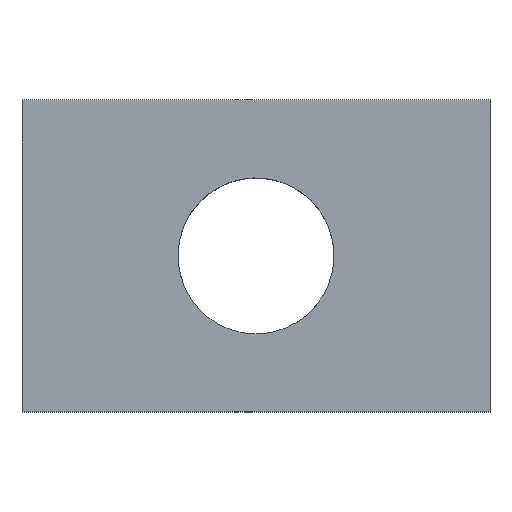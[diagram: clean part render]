
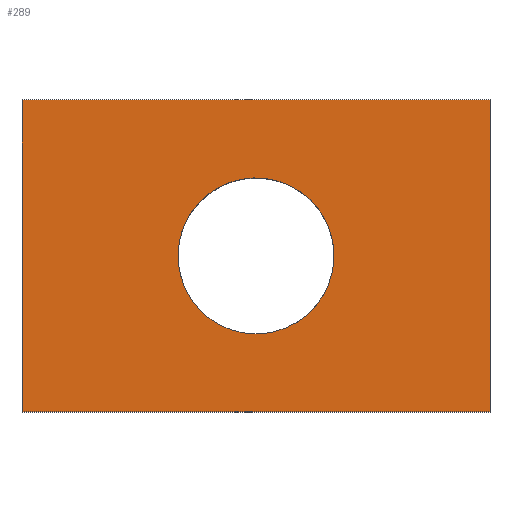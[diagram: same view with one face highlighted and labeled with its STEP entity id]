
A CAD part, top view. The second image highlights one B-rep face of the part: STEP entity #289.
In plain terms, the highlighted free-form (B-spline) face has degree [1, 1] with [2, 2] control points.
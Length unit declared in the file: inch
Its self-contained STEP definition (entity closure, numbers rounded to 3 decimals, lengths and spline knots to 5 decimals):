
#101=CARTESIAN_POINT('V10',(1.5,0.5,1.0)
   );
#102=VERTEX_POINT('V10',#101);
#110=CARTESIAN_POINT('E15',(1.5,0.5,1.0)
   );
#111=CARTESIAN_POINT('E15',(0.63397,0.5,1.0)
   );
#112=CARTESIAN_POINT('E15',(1.06699,1.25,1.0)
   );
#113=CARTESIAN_POINT('E15',(1.5,2.0,1.0));
#114=CARTESIAN_POINT('E15',(1.93301,1.25,1.0)
   );
#115=CARTESIAN_POINT('E15',(2.36603,0.5,1.0)
   );
#116=CARTESIAN_POINT('E15',(1.5,0.5,1.0)
   );
#124=(BOUNDED_CURVE()B_SPLINE_CURVE(2,(#110,#111,#112,#113,#114,
   #115,#116),.CIRCULAR_ARC.,.T.,.U.)B_SPLINE_CURVE_WITH_KNOTS((3,
   2,2,3),(0.0,1.64827,3.29654,
   4.94481),.UNSPECIFIED.)CURVE()
   GEOMETRIC_REPRESENTATION_ITEM()RATIONAL_B_SPLINE_CURVE((1.0,
   0.5,1.0,0.5,1.0,0.5,1.0)
   )REPRESENTATION_ITEM('E15'));
#125=EDGE_CURVE('E15',#102,#102,#124,.T.);
#153=CARTESIAN_POINT('V1',(0.0,2.0,1.0));
#154=VERTEX_POINT('V1',#153);
#162=CARTESIAN_POINT('V3',(3.,2.0,1.0));
#163=VERTEX_POINT('V3',#162);
#164=CARTESIAN_POINT('E2',(3.,2.0,1.0));
#165=CARTESIAN_POINT('E2',(0.0,2.0,1.0));
#166=QUASI_UNIFORM_CURVE('E2',1,(#164,#165),.POLYLINE_FORM.,.F.,.U.
   );
#167=EDGE_CURVE('E2',#163,#154,#166,.T.);
#191=CARTESIAN_POINT('V6',(0.0,0.0,1.0));
#192=VERTEX_POINT('V6',#191);
#205=CARTESIAN_POINT('V8',(3.,0.0,1.0));
#206=VERTEX_POINT('V8',#205);
#212=CARTESIAN_POINT('E8',(0.0,0.0,1.0));
#213=CARTESIAN_POINT('E8',(3.,0.0,1.0));
#214=QUASI_UNIFORM_CURVE('E8',1,(#212,#213),.POLYLINE_FORM.,.F.,.U.
   );
#215=EDGE_CURVE('E8',#192,#206,#214,.T.);
#225=CARTESIAN_POINT('E9',(3.,0.0,1.0));
#226=CARTESIAN_POINT('E9',(3.,2.0,1.0));
#227=QUASI_UNIFORM_CURVE('E9',1,(#225,#226),.POLYLINE_FORM.,.F.,.U.
   );
#228=EDGE_CURVE('E9',#206,#163,#227,.T.);
#266=CARTESIAN_POINT('E12',(0.0,2.0,1.0));
#267=CARTESIAN_POINT('E12',(0.0,0.0,1.0));
#268=QUASI_UNIFORM_CURVE('E12',1,(#266,#267),.POLYLINE_FORM.,.F.,.U.
   );
#269=EDGE_CURVE('E12',#154,#192,#268,.T.);
#275=CARTESIAN_POINT('F7',(0.0,2.0,1.0));
#276=CARTESIAN_POINT('F7',(0.0,0.0,1.0));
#277=CARTESIAN_POINT('F7',(3.,2.0,1.0));
#278=CARTESIAN_POINT('F7',(3.,0.0,1.0));
#279=B_SPLINE_SURFACE_WITH_KNOTS('F7',1,1,((#275,#277),(#276,#278))
,.PLANE_SURF.,.F.,.F.,.U.,(2,2),(2,2),(0.0,1.0),(0.0,
   1.5),.UNSPECIFIED.);
#280=ORIENTED_EDGE('E12',*,*,#269,.T.);
#281=ORIENTED_EDGE('F2',*,*,#215,.T.);
#282=ORIENTED_EDGE('E9',*,*,#228,.T.);
#283=ORIENTED_EDGE('E2',*,*,#167,.T.);
#284=EDGE_LOOP('F7',(#280,#281,#282,#283));
#285=FACE_OUTER_BOUND('F7',#284,.T.);
#286=ORIENTED_EDGE('E15',*,*,#125,.T.);
#287=EDGE_LOOP('F7',(#286));
#288=FACE_BOUND('F7',#287,.T.);
#289=ADVANCED_FACE('F7',(#285,#288),#279,.T.);
